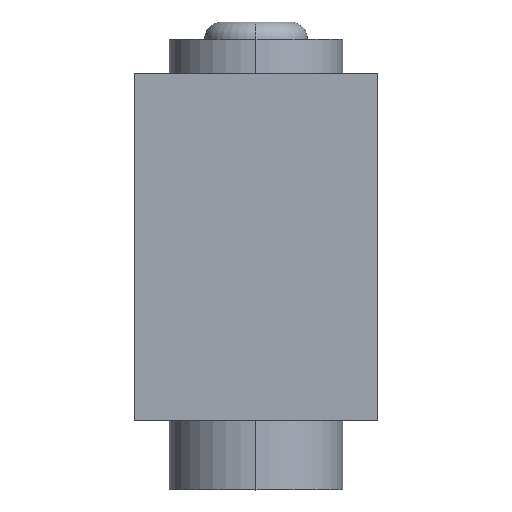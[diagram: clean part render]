
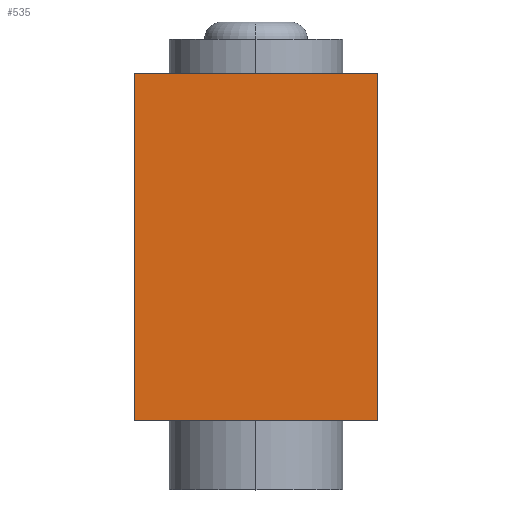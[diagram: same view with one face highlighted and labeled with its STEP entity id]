
A CAD part, top view. The second image highlights one B-rep face of the part: STEP entity #535.
In plain terms, the highlighted planar face has unit normal (0, 0, 1).
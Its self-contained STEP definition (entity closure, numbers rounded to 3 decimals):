
#57 = CARTESIAN_POINT ( 'NONE',  ( 7., 20., 4.5 ) ) ;
#58 = VECTOR ( 'NONE', #632, 1000. ) ;
#79 = CARTESIAN_POINT ( 'NONE',  ( 7., 0., 4.5 ) ) ;
#89 = EDGE_CURVE ( 'NONE', #206, #597, #100, .T. ) ;
#100 = LINE ( 'NONE', #519, #396 ) ;
#156 = DIRECTION ( 'NONE',  ( 0., 0., -1. ) ) ;
#206 = VERTEX_POINT ( 'NONE', #646 ) ;
#216 = PLANE ( 'NONE',  #328 ) ;
#277 = LINE ( 'NONE', #282, #58 ) ;
#282 = CARTESIAN_POINT ( 'NONE',  ( 7., 20., 4.5 ) ) ;
#323 = DIRECTION ( 'NONE',  ( 0., -1., 0. ) ) ;
#328 = AXIS2_PLACEMENT_3D ( 'NONE', #651, #156, #397 ) ;
#330 = FACE_OUTER_BOUND ( 'NONE', #769, .T. ) ;
#364 = VERTEX_POINT ( 'NONE', #771 ) ;
#396 = VECTOR ( 'NONE', #642, 1000. ) ;
#397 = DIRECTION ( 'NONE',  ( -1., 0., 0. ) ) ;
#450 = EDGE_CURVE ( 'NONE', #206, #587, #506, .T. ) ;
#479 = LINE ( 'NONE', #79, #593 ) ;
#488 = ORIENTED_EDGE ( 'NONE', *, *, #673, .T. ) ;
#506 = LINE ( 'NONE', #750, #511 ) ;
#511 = VECTOR ( 'NONE', #323, 1000. ) ;
#519 = CARTESIAN_POINT ( 'NONE',  ( 7., 20., 4.5 ) ) ;
#535 = ADVANCED_FACE ( 'NONE', ( #330 ), #216, .F. ) ;
#587 = VERTEX_POINT ( 'NONE', #590 ) ;
#590 = CARTESIAN_POINT ( 'NONE',  ( -7., 0., 4.5 ) ) ;
#593 = VECTOR ( 'NONE', #618, 1000. ) ;
#597 = VERTEX_POINT ( 'NONE', #57 ) ;
#599 = ORIENTED_EDGE ( 'NONE', *, *, #89, .F. ) ;
#603 = EDGE_CURVE ( 'NONE', #597, #364, #277, .T. ) ;
#604 = ORIENTED_EDGE ( 'NONE', *, *, #450, .T. ) ;
#618 = DIRECTION ( 'NONE',  ( 1., 0., 0. ) ) ;
#632 = DIRECTION ( 'NONE',  ( 0., -1., 0. ) ) ;
#642 = DIRECTION ( 'NONE',  ( 1., 0., 0. ) ) ;
#646 = CARTESIAN_POINT ( 'NONE',  ( -7., 20., 4.5 ) ) ;
#651 = CARTESIAN_POINT ( 'NONE',  ( 7., 20., 4.5 ) ) ;
#673 = EDGE_CURVE ( 'NONE', #587, #364, #479, .T. ) ;
#740 = ORIENTED_EDGE ( 'NONE', *, *, #603, .F. ) ;
#750 = CARTESIAN_POINT ( 'NONE',  ( -7., 20., 4.5 ) ) ;
#769 = EDGE_LOOP ( 'NONE', ( #488, #740, #599, #604 ) ) ;
#771 = CARTESIAN_POINT ( 'NONE',  ( 7., 0., 4.5 ) ) ;
